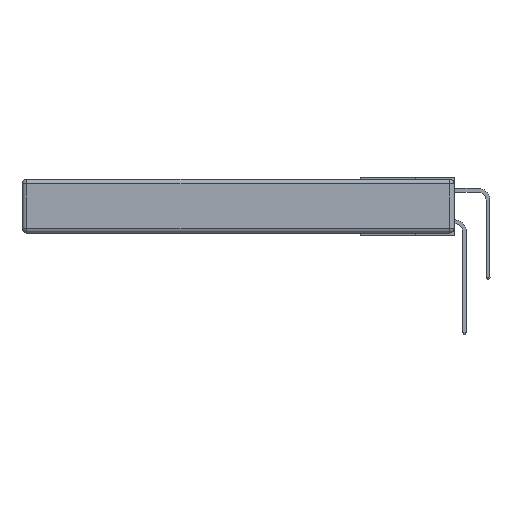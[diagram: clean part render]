
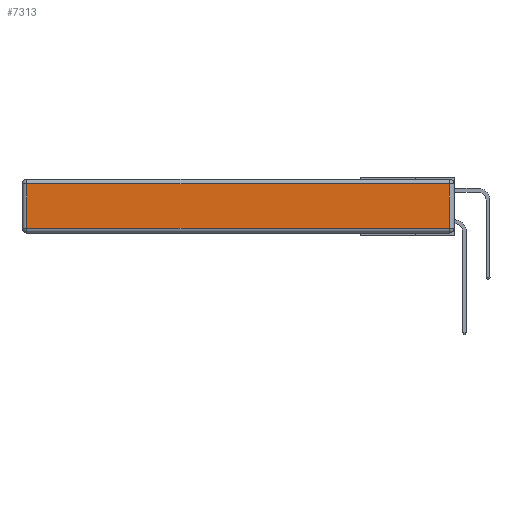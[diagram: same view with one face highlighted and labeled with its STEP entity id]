
A CAD part, left-side view. The second image highlights one B-rep face of the part: STEP entity #7313.
In plain terms, the highlighted planar face has unit normal (-1, 0, 0).
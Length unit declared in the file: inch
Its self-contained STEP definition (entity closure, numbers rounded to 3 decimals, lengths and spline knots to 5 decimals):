
#753 = PLANE ( 'NONE',  #3937 ) ;
#1221 = ORIENTED_EDGE ( 'NONE', *, *, #4790, .T. ) ;
#1411 = VECTOR ( 'NONE', #8076, 39.37008 ) ;
#1832 = DIRECTION ( 'NONE',  ( 0., 0., -1. ) ) ;
#2750 = DIRECTION ( 'NONE',  ( 0., 0., 1. ) ) ;
#3163 = VECTOR ( 'NONE', #1832, 39.37008 ) ;
#3919 = FACE_OUTER_BOUND ( 'NONE', #15925, .T. ) ;
#3937 = AXIS2_PLACEMENT_3D ( 'NONE', #5905, #17943, #7705 ) ;
#4285 = LINE ( 'NONE', #20490, #3163 ) ;
#4296 = VERTEX_POINT ( 'NONE', #4586 ) ;
#4534 = CARTESIAN_POINT ( 'NONE',  ( 0., 2.72, -0.313 ) ) ;
#4586 = CARTESIAN_POINT ( 'NONE',  ( 0., 2.72, -0.03 ) ) ;
#4790 = EDGE_CURVE ( 'NONE', #4296, #20603, #4285, .T. ) ;
#5905 = CARTESIAN_POINT ( 'NONE',  ( 0., 0., -0.343 ) ) ;
#7313 = ADVANCED_FACE ( 'NONE', ( #3919 ), #753, .T. ) ;
#7535 = EDGE_CURVE ( 'NONE', #20603, #20236, #11421, .T. ) ;
#7601 = VECTOR ( 'NONE', #2750, 39.37008 ) ;
#7705 = DIRECTION ( 'NONE',  ( 0., 0., 1. ) ) ;
#8076 = DIRECTION ( 'NONE',  ( 0., 1., 0. ) ) ;
#9462 = ORIENTED_EDGE ( 'NONE', *, *, #16081, .T. ) ;
#10572 = LINE ( 'NONE', #11522, #1411 ) ;
#11179 = CARTESIAN_POINT ( 'NONE',  ( 0., 0.03, -0.343 ) ) ;
#11421 = LINE ( 'NONE', #13446, #20050 ) ;
#11522 = CARTESIAN_POINT ( 'NONE',  ( 0., 2.75, -0.03 ) ) ;
#11862 = EDGE_CURVE ( 'NONE', #20053, #4296, #10572, .T. ) ;
#13446 = CARTESIAN_POINT ( 'NONE',  ( 0., 0., -0.313 ) ) ;
#14194 = CARTESIAN_POINT ( 'NONE',  ( 0., 0.03, -0.313 ) ) ;
#14975 = DIRECTION ( 'NONE',  ( 0., -1., 0. ) ) ;
#15925 = EDGE_LOOP ( 'NONE', ( #21210, #9462, #22172, #1221 ) ) ;
#16081 = EDGE_CURVE ( 'NONE', #20236, #20053, #19937, .T. ) ;
#17864 = CARTESIAN_POINT ( 'NONE',  ( 0., 0.03, -0.03 ) ) ;
#17943 = DIRECTION ( 'NONE',  ( -1., 0., 0. ) ) ;
#19937 = LINE ( 'NONE', #11179, #7601 ) ;
#20050 = VECTOR ( 'NONE', #14975, 39.37008 ) ;
#20053 = VERTEX_POINT ( 'NONE', #17864 ) ;
#20236 = VERTEX_POINT ( 'NONE', #14194 ) ;
#20490 = CARTESIAN_POINT ( 'NONE',  ( 0., 2.72, -0.343 ) ) ;
#20603 = VERTEX_POINT ( 'NONE', #4534 ) ;
#21210 = ORIENTED_EDGE ( 'NONE', *, *, #7535, .T. ) ;
#22172 = ORIENTED_EDGE ( 'NONE', *, *, #11862, .T. ) ;
